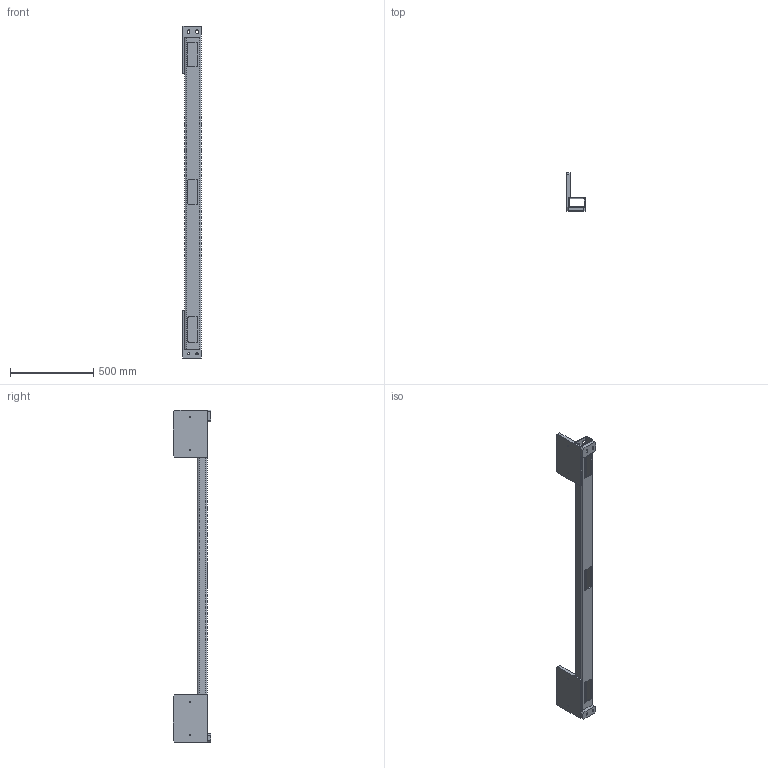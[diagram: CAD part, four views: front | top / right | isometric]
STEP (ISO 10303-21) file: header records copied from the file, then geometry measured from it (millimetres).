
FILE_DESCRIPTION (( 'STEP AP214' ), '1' );
FILE_NAME ('1.13.59.800701 蚾饜极.STEP', '2022-01-10T00:15:49', ( 'Windows' ), ( 'Microsoft' ), 'SwSTEP 2.0', 'SolidWorks 2016', '' );
FILE_SCHEMA (( 'AUTOMOTIVE_DESIGN' ));
Length unit declared in the file: millimetre
Products named in the file (6): 1.13.59.800701-5  Q235A T=20  12璃; 1.13.59.800701-4  Q235A T=20  12璃; 1.13.59.800701-3  Q235A T=20  12璃; 1.13.59.800701-2  Q235A T=20  12璃; 1.13.59.800701-1  Q235A 源奪100X60X5  L=1992  12璃; 1.13.59.800701 蚾饜极
Assembly tree (5 placements, depth 2):
  1.13.59.800701 蚾饜极
    1.13.59.800701-1  Q235A 源奪100X60X5  L=1992  12璃
    1.13.59.800701-2  Q235A T=20  12璃
    1.13.59.800701-3  Q235A T=20  12璃
    1.13.59.800701-4  Q235A T=20  12璃
    1.13.59.800701-5  Q235A T=20  12璃
Bounding box: 111 x 225 x 1992 mm (x, y, z)
Volume: 4962183.4 mm3; surface area: 1407159.7 mm2
Topology: 5 solids, 5 shells, 132 faces, 366 edges, 244 vertices
Faces by surface type: plane 74, cylinder 58
Entity records: 4568 total; most frequent: DIRECTION 762, CARTESIAN_POINT 750, ORIENTED_EDGE 732, EDGE_CURVE 366, AXIS2_PLACEMENT_3D 256, LINE 250, VECTOR 250, VERTEX_POINT 244
